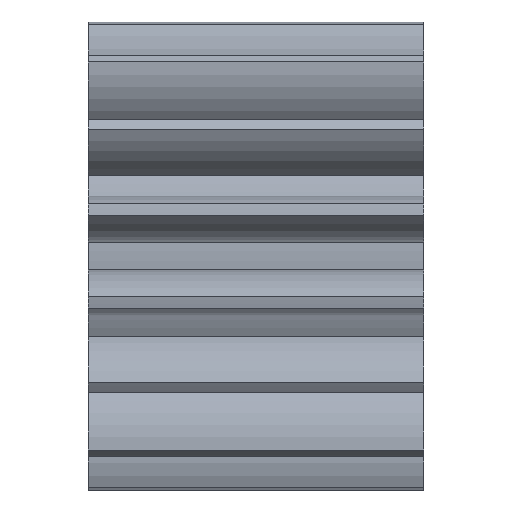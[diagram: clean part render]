
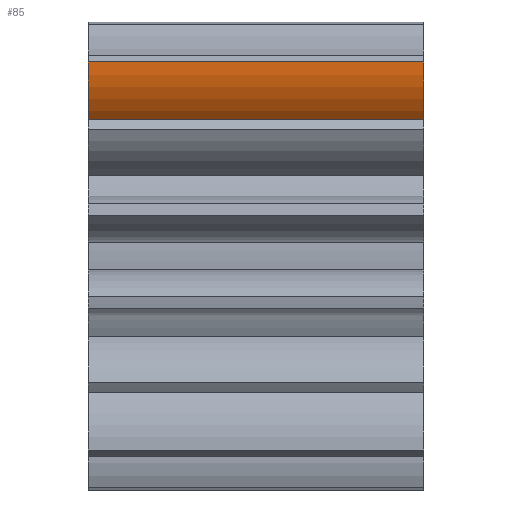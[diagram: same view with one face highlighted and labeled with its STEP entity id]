
A CAD part, front view. The second image highlights one B-rep face of the part: STEP entity #85.
In plain terms, the highlighted cylindrical face has radius 2.24 mm (diameter 4.48 mm), a partial arc.
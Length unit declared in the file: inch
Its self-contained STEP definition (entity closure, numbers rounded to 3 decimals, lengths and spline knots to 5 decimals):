
#50 = DIRECTION ( 'NONE',  ( 0., 0., 1. ) ) ;
#83 = VECTOR ( 'NONE', #3619, 39.37008 ) ;
#85 = ADVANCED_FACE ( 'NONE', ( #1548 ), #3128, .T. ) ;
#154 = EDGE_CURVE ( 'NONE', #637, #3452, #1448, .T. ) ;
#189 = ORIENTED_EDGE ( 'NONE', *, *, #3367, .T. ) ;
#282 = CARTESIAN_POINT ( 'NONE',  ( -0.21679, -0.07517, 0.19399 ) ) ;
#637 = VERTEX_POINT ( 'NONE', #3263 ) ;
#772 = VERTEX_POINT ( 'NONE', #1766 ) ;
#779 = CARTESIAN_POINT ( 'NONE',  ( 0.13321, -0.14121, 0.13554 ) ) ;
#857 = ORIENTED_EDGE ( 'NONE', *, *, #4853, .F. ) ;
#1045 = CARTESIAN_POINT ( 'NONE',  ( 0.13321, -0.07517, 0.19399 ) ) ;
#1285 = DIRECTION ( 'NONE',  ( -1., 0., 0. ) ) ;
#1400 = ORIENTED_EDGE ( 'NONE', *, *, #4609, .T. ) ;
#1448 = CIRCLE ( 'NONE', #4996, 0.08819 ) ;
#1548 = FACE_OUTER_BOUND ( 'NONE', #1641, .T. ) ;
#1641 = EDGE_LOOP ( 'NONE', ( #189, #1400, #857, #3616 ) ) ;
#1691 = AXIS2_PLACEMENT_3D ( 'NONE', #4833, #1285, #50 ) ;
#1749 = CARTESIAN_POINT ( 'NONE',  ( -0.60853, -0.16331, 0.19687 ) ) ;
#1766 = CARTESIAN_POINT ( 'NONE',  ( 0.13321, -0.16331, 0.19687 ) ) ;
#1776 = CARTESIAN_POINT ( 'NONE',  ( -0.21679, -0.14121, 0.13554 ) ) ;
#2159 = DIRECTION ( 'NONE',  ( 1., 0., 0. ) ) ;
#2628 = CARTESIAN_POINT ( 'NONE',  ( 0.13321, -0.14121, 0.13554 ) ) ;
#2763 = CIRCLE ( 'NONE', #3484, 0.08819 ) ;
#2945 = LINE ( 'NONE', #779, #83 ) ;
#3128 = CYLINDRICAL_SURFACE ( 'NONE', #1691, 0.08819 ) ;
#3263 = CARTESIAN_POINT ( 'NONE',  ( -0.21679, -0.16331, 0.19687 ) ) ;
#3311 = DIRECTION ( 'NONE',  ( -1., 0., 0. ) ) ;
#3367 = EDGE_CURVE ( 'NONE', #3452, #4941, #2945, .T. ) ;
#3409 = VECTOR ( 'NONE', #2159, 39.37008 ) ;
#3452 = VERTEX_POINT ( 'NONE', #1776 ) ;
#3484 = AXIS2_PLACEMENT_3D ( 'NONE', #1045, #3311, #4111 ) ;
#3616 = ORIENTED_EDGE ( 'NONE', *, *, #154, .T. ) ;
#3619 = DIRECTION ( 'NONE',  ( 1., 0., 0. ) ) ;
#3637 = LINE ( 'NONE', #1749, #3409 ) ;
#4111 = DIRECTION ( 'NONE',  ( 0., 0., 1. ) ) ;
#4609 = EDGE_CURVE ( 'NONE', #4941, #772, #2763, .T. ) ;
#4693 = DIRECTION ( 'NONE',  ( 0., 0., -1. ) ) ;
#4833 = CARTESIAN_POINT ( 'NONE',  ( 0.13321, -0.07517, 0.19399 ) ) ;
#4853 = EDGE_CURVE ( 'NONE', #637, #772, #3637, .T. ) ;
#4941 = VERTEX_POINT ( 'NONE', #2628 ) ;
#4996 = AXIS2_PLACEMENT_3D ( 'NONE', #282, #5074, #4693 ) ;
#5074 = DIRECTION ( 'NONE',  ( 1., 0., 0. ) ) ;
